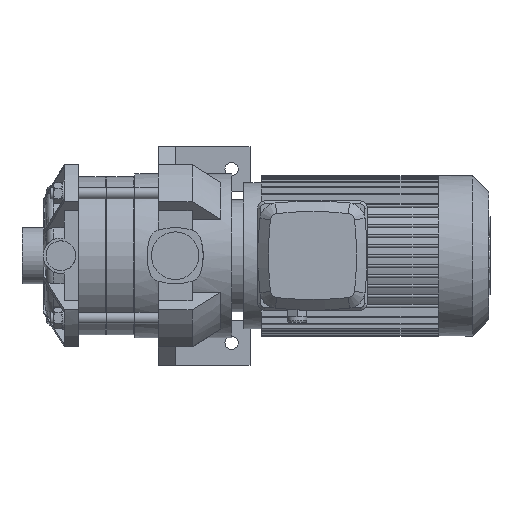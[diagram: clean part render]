
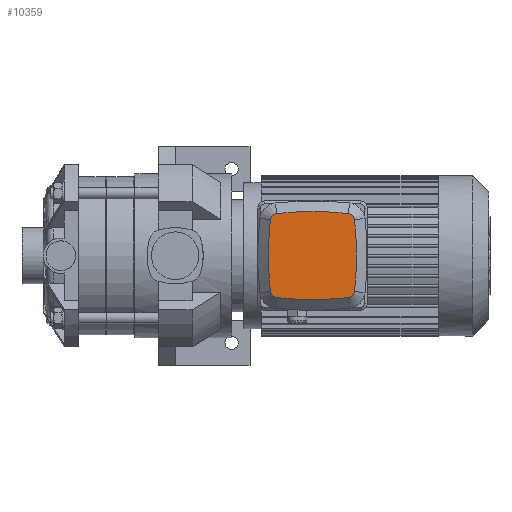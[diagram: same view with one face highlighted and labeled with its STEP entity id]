
A CAD part, top view. The second image highlights one B-rep face of the part: STEP entity #10359.
In plain terms, the highlighted planar face has unit normal (0, 0, 1).
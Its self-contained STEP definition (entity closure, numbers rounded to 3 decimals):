
#2344=PLANE('',#11403);
#3008=FACE_OUTER_BOUND('',#3681,.T.);
#3681=EDGE_LOOP('',(#9501,#9502,#9503,#9504,#9505,#9506,#9507,#9508));
#4154=CIRCLE('',#11372,224.063);
#4156=CIRCLE('',#11375,5.);
#4159=CIRCLE('',#11379,5.);
#4160=CIRCLE('',#11381,224.063);
#4163=CIRCLE('',#11385,224.062);
#4164=CIRCLE('',#11387,5.);
#4167=CIRCLE('',#11391,5.);
#4169=CIRCLE('',#11394,224.063);
#5142=VERTEX_POINT('',#18837);
#5143=VERTEX_POINT('',#18839);
#5146=VERTEX_POINT('',#18846);
#5147=VERTEX_POINT('',#18851);
#5150=VERTEX_POINT('',#18858);
#5151=VERTEX_POINT('',#18863);
#5154=VERTEX_POINT('',#18870);
#5155=VERTEX_POINT('',#18875);
#6598=EDGE_CURVE('',#5142,#5143,#4154,.T.);
#6602=EDGE_CURVE('',#5146,#5142,#4156,.T.);
#6606=EDGE_CURVE('',#5143,#5147,#4159,.T.);
#6608=EDGE_CURVE('',#5150,#5146,#4160,.T.);
#6612=EDGE_CURVE('',#5147,#5151,#4163,.T.);
#6614=EDGE_CURVE('',#5154,#5150,#4164,.T.);
#6618=EDGE_CURVE('',#5151,#5155,#4167,.T.);
#6620=EDGE_CURVE('',#5155,#5154,#4169,.T.);
#9501=ORIENTED_EDGE('',*,*,#6598,.F.);
#9502=ORIENTED_EDGE('',*,*,#6602,.F.);
#9503=ORIENTED_EDGE('',*,*,#6608,.F.);
#9504=ORIENTED_EDGE('',*,*,#6614,.F.);
#9505=ORIENTED_EDGE('',*,*,#6620,.F.);
#9506=ORIENTED_EDGE('',*,*,#6618,.F.);
#9507=ORIENTED_EDGE('',*,*,#6612,.F.);
#9508=ORIENTED_EDGE('',*,*,#6606,.F.);
#10359=ADVANCED_FACE('',(#3008),#2344,.T.);
#11372=AXIS2_PLACEMENT_3D('',#18840,#14135,#14136);
#11375=AXIS2_PLACEMENT_3D('',#18848,#14143,#14144);
#11379=AXIS2_PLACEMENT_3D('',#18855,#14152,#14153);
#11381=AXIS2_PLACEMENT_3D('',#18860,#14157,#14158);
#11385=AXIS2_PLACEMENT_3D('',#18867,#14166,#14167);
#11387=AXIS2_PLACEMENT_3D('',#18872,#14171,#14172);
#11391=AXIS2_PLACEMENT_3D('',#18879,#14180,#14181);
#11394=AXIS2_PLACEMENT_3D('',#18882,#14186,#14187);
#11403=AXIS2_PLACEMENT_3D('',#18901,#14209,#14210);
#14135=DIRECTION('center_axis',(0.,0.,
-1.));
#14136=DIRECTION('ref_axis',(-0.113,-0.994,0.));
#14143=DIRECTION('center_axis',(0.,0.,
-1.));
#14144=DIRECTION('ref_axis',(0.113,-0.994,0.));
#14152=DIRECTION('center_axis',(0.,0.,
-1.));
#14153=DIRECTION('ref_axis',(-0.994,-0.113,0.));
#14157=DIRECTION('center_axis',(0.,0.,
-1.));
#14158=DIRECTION('ref_axis',(0.994,-0.113,0.));
#14166=DIRECTION('center_axis',(0.,0.,
-1.));
#14167=DIRECTION('ref_axis',(-0.994,0.113,0.));
#14171=DIRECTION('center_axis',(0.,0.,
-1.));
#14172=DIRECTION('ref_axis',(0.994,0.113,0.));
#14180=DIRECTION('center_axis',(0.,0.,
-1.));
#14181=DIRECTION('ref_axis',(-0.113,0.994,0.));
#14186=DIRECTION('center_axis',(0.,0.,
-1.));
#14187=DIRECTION('ref_axis',(0.113,0.994,0.));
#14209=DIRECTION('center_axis',(0.,0.,
1.));
#14210=DIRECTION('ref_axis',(1.,0.,0.));
#18837=CARTESIAN_POINT('',(122.654,-29.805,187.));
#18839=CARTESIAN_POINT('',(71.846,-29.805,187.));
#18840=CARTESIAN_POINT('Origin',(97.25,192.813,187.));
#18846=CARTESIAN_POINT('',(127.055,-25.404,187.));
#18848=CARTESIAN_POINT('Origin',(122.087,-24.837,187.));
#18851=CARTESIAN_POINT('',(67.445,-25.404,187.));
#18855=CARTESIAN_POINT('Origin',(72.413,-24.837,187.));
#18858=CARTESIAN_POINT('',(127.055,25.404,187.));
#18860=CARTESIAN_POINT('Origin',(-95.562,0.,
187.));
#18863=CARTESIAN_POINT('',(67.445,25.404,187.));
#18867=CARTESIAN_POINT('Origin',(290.062,0.,
187.));
#18870=CARTESIAN_POINT('',(122.654,29.805,187.));
#18872=CARTESIAN_POINT('Origin',(122.087,24.837,187.));
#18875=CARTESIAN_POINT('',(71.846,29.805,187.));
#18879=CARTESIAN_POINT('Origin',(72.413,24.837,187.));
#18882=CARTESIAN_POINT('Origin',(97.25,-192.813,187.));
#18901=CARTESIAN_POINT('Origin',(97.25,0.,187.));
